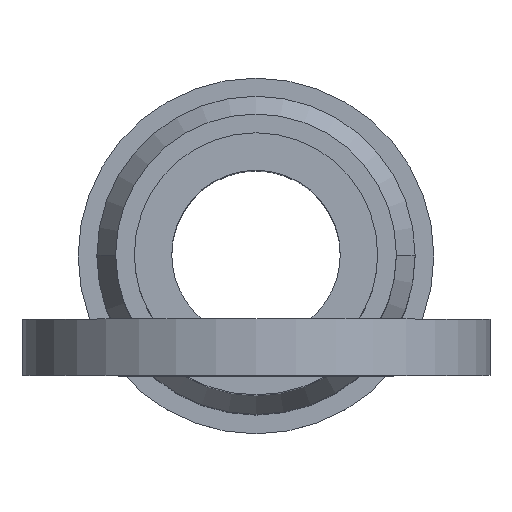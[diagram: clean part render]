
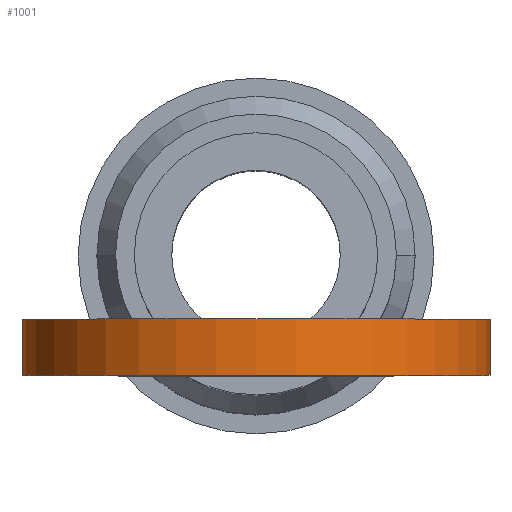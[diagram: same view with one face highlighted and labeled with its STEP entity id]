
A CAD part, top view. The second image highlights one B-rep face of the part: STEP entity #1001.
In plain terms, the highlighted cylindrical face has radius 3.175 mm (diameter 6.35 mm), a partial arc.
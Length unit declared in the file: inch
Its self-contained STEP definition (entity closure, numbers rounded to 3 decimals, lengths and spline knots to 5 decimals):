
#32 = LINE ( 'NONE', #643, #1069 ) ;
#39 = DIRECTION ( 'NONE',  ( 0., -1., 0. ) ) ;
#184 = VERTEX_POINT ( 'NONE', #975 ) ;
#259 = EDGE_CURVE ( 'NONE', #932, #970, #32, .T. ) ;
#281 = FACE_OUTER_BOUND ( 'NONE', #337, .T. ) ;
#284 = DIRECTION ( 'NONE',  ( 0., 1., 0. ) ) ;
#320 = CIRCLE ( 'NONE', #820, 0.125 ) ;
#337 = EDGE_LOOP ( 'NONE', ( #1042, #917, #987, #846 ) ) ;
#377 = CARTESIAN_POINT ( 'NONE',  ( -0.11775, 0., 0.17805 ) ) ;
#446 = EDGE_CURVE ( 'NONE', #932, #561, #836, .T. ) ;
#508 = DIRECTION ( 'NONE',  ( 0., 0., -1. ) ) ;
#561 = VERTEX_POINT ( 'NONE', #1070 ) ;
#588 = CYLINDRICAL_SURFACE ( 'NONE', #800, 0.125 ) ;
#643 = CARTESIAN_POINT ( 'NONE',  ( -0.11775, 0.03, 0.17805 ) ) ;
#666 = LINE ( 'NONE', #1262, #1326 ) ;
#692 = DIRECTION ( 'NONE',  ( 0., 1., 0. ) ) ;
#748 = CARTESIAN_POINT ( 'NONE',  ( 0., 0., 0.22 ) ) ;
#800 = AXIS2_PLACEMENT_3D ( 'NONE', #862, #39, #508 ) ;
#819 = EDGE_CURVE ( 'NONE', #561, #184, #666, .T. ) ;
#820 = AXIS2_PLACEMENT_3D ( 'NONE', #748, #284, #1089 ) ;
#836 = CIRCLE ( 'NONE', #1074, 0.125 ) ;
#846 = ORIENTED_EDGE ( 'NONE', *, *, #259, .T. ) ;
#862 = CARTESIAN_POINT ( 'NONE',  ( 0., 0.03, 0.22 ) ) ;
#917 = ORIENTED_EDGE ( 'NONE', *, *, #819, .F. ) ;
#932 = VERTEX_POINT ( 'NONE', #1306 ) ;
#970 = VERTEX_POINT ( 'NONE', #377 ) ;
#975 = CARTESIAN_POINT ( 'NONE',  ( 0.11775, 0., 0.17805 ) ) ;
#987 = ORIENTED_EDGE ( 'NONE', *, *, #446, .F. ) ;
#1001 = ADVANCED_FACE ( 'NONE', ( #281 ), #588, .T. ) ;
#1035 = CARTESIAN_POINT ( 'NONE',  ( 0., 0.03, 0.22 ) ) ;
#1042 = ORIENTED_EDGE ( 'NONE', *, *, #1090, .T. ) ;
#1069 = VECTOR ( 'NONE', #1236, 39.37008 ) ;
#1070 = CARTESIAN_POINT ( 'NONE',  ( 0.11775, 0.03, 0.17805 ) ) ;
#1074 = AXIS2_PLACEMENT_3D ( 'NONE', #1035, #692, #1165 ) ;
#1089 = DIRECTION ( 'NONE',  ( 0., 0., 1. ) ) ;
#1090 = EDGE_CURVE ( 'NONE', #970, #184, #320, .T. ) ;
#1165 = DIRECTION ( 'NONE',  ( 0., 0., 1. ) ) ;
#1167 = DIRECTION ( 'NONE',  ( 0., -1., 0. ) ) ;
#1236 = DIRECTION ( 'NONE',  ( 0., -1., 0. ) ) ;
#1262 = CARTESIAN_POINT ( 'NONE',  ( 0.11775, 0.03, 0.17805 ) ) ;
#1306 = CARTESIAN_POINT ( 'NONE',  ( -0.11775, 0.03, 0.17805 ) ) ;
#1326 = VECTOR ( 'NONE', #1167, 39.37008 ) ;
